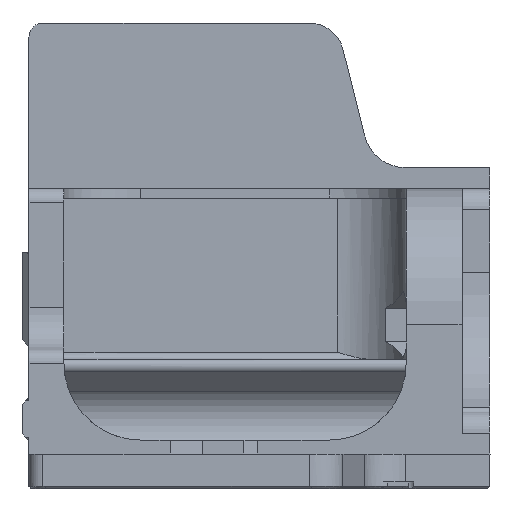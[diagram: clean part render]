
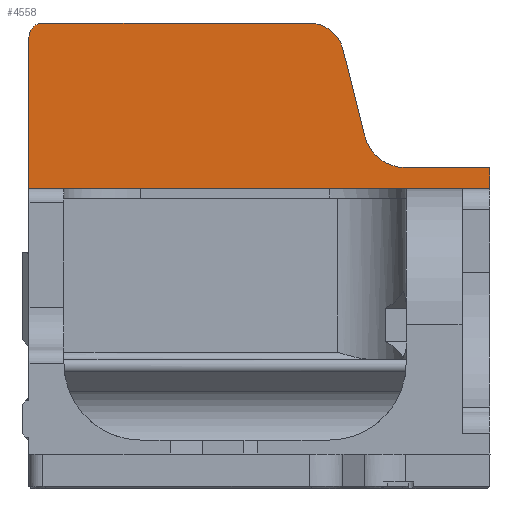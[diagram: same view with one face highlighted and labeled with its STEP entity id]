
A CAD part, front view. The second image highlights one B-rep face of the part: STEP entity #4558.
In plain terms, the highlighted planar face has unit normal (0, -1, 0).
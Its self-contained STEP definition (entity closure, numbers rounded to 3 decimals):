
#232=CIRCLE('',#4919,6.);
#233=CIRCLE('',#4920,5.);
#234=CIRCLE('',#4921,2.);
#471=FACE_OUTER_BOUND('',#746,.T.);
#746=EDGE_LOOP('',(#3324,#3325,#3326,#3327,#3328,#3329,#3330,#3331,#3332));
#1014=LINE('',#7223,#1454);
#1038=LINE('',#7307,#1478);
#1070=LINE('',#7401,#1510);
#1082=LINE('',#7442,#1522);
#1083=LINE('',#7446,#1523);
#1084=LINE('',#7450,#1524);
#1454=VECTOR('',#5462,10.);
#1478=VECTOR('',#5532,10.);
#1510=VECTOR('',#5602,10.);
#1522=VECTOR('',#5652,10.);
#1523=VECTOR('',#5655,1.);
#1524=VECTOR('',#5658,1.);
#1899=VERTEX_POINT('',#7220);
#1900=VERTEX_POINT('',#7222);
#1937=VERTEX_POINT('',#7306);
#1980=VERTEX_POINT('',#7399);
#1990=VERTEX_POINT('',#7441);
#1991=VERTEX_POINT('',#7443);
#1992=VERTEX_POINT('',#7445);
#1993=VERTEX_POINT('',#7447);
#1994=VERTEX_POINT('',#7449);
#2377=EDGE_CURVE('',#1900,#1899,#1014,.T.);
#2419=EDGE_CURVE('',#1937,#1900,#1038,.T.);
#2467=EDGE_CURVE('',#1899,#1980,#1070,.T.);
#2488=EDGE_CURVE('',#1990,#1980,#1082,.T.);
#2489=EDGE_CURVE('',#1990,#1991,#232,.T.);
#2490=EDGE_CURVE('',#1991,#1992,#1083,.T.);
#2491=EDGE_CURVE('',#1992,#1993,#233,.T.);
#2492=EDGE_CURVE('',#1993,#1994,#1084,.T.);
#2493=EDGE_CURVE('',#1994,#1937,#234,.T.);
#3324=ORIENTED_EDGE('',*,*,#2377,.T.);
#3325=ORIENTED_EDGE('',*,*,#2467,.T.);
#3326=ORIENTED_EDGE('',*,*,#2488,.F.);
#3327=ORIENTED_EDGE('',*,*,#2489,.T.);
#3328=ORIENTED_EDGE('',*,*,#2490,.T.);
#3329=ORIENTED_EDGE('',*,*,#2491,.T.);
#3330=ORIENTED_EDGE('',*,*,#2492,.T.);
#3331=ORIENTED_EDGE('',*,*,#2493,.T.);
#3332=ORIENTED_EDGE('',*,*,#2419,.T.);
#4371=PLANE('',#4918);
#4558=ADVANCED_FACE('',(#471),#4371,.T.);
#4918=AXIS2_PLACEMENT_3D('',#7440,#5650,#5651);
#4919=AXIS2_PLACEMENT_3D('',#7444,#5653,#5654);
#4920=AXIS2_PLACEMENT_3D('',#7448,#5656,#5657);
#4921=AXIS2_PLACEMENT_3D('',#7451,#5659,#5660);
#5462=DIRECTION('',(1.,0.,0.));
#5532=DIRECTION('',(0.,0.,-1.));
#5602=DIRECTION('',(0.,0.,1.));
#5650=DIRECTION('center_axis',(0.,-1.,0.));
#5651=DIRECTION('ref_axis',(0.,0.,-1.));
#5652=DIRECTION('',(1.,0.,0.));
#5653=DIRECTION('center_axis',(0.,1.,0.));
#5654=DIRECTION('ref_axis',(-1.,0.,0.));
#5655=DIRECTION('',(-0.244,0.,0.97));
#5656=DIRECTION('center_axis',(0.,-1.,0.));
#5657=DIRECTION('ref_axis',(-1.,0.,0.));
#5658=DIRECTION('',(-1.,0.,0.));
#5659=DIRECTION('center_axis',(0.,-1.,0.));
#5660=DIRECTION('ref_axis',(-1.,0.,0.));
#7220=CARTESIAN_POINT('',(188.22,105.24,-417.2));
#7222=CARTESIAN_POINT('',(122.22,105.24,-417.2));
#7223=CARTESIAN_POINT('',(169.47,105.24,-417.2));
#7306=CARTESIAN_POINT('',(122.22,105.24,-395.5));
#7307=CARTESIAN_POINT('',(122.22,105.24,-443.415));
#7399=CARTESIAN_POINT('',(188.22,105.24,-414.2));
#7401=CARTESIAN_POINT('',(188.22,105.24,-443.415));
#7440=CARTESIAN_POINT('Origin',(154.72,105.24,-427.029));
#7441=CARTESIAN_POINT('',(176.107,105.24,-414.2));
#7442=CARTESIAN_POINT('',(171.47,105.24,-414.2));
#7443=CARTESIAN_POINT('',(170.288,105.24,-409.664));
#7444=CARTESIAN_POINT('Origin',(176.107,105.24,-408.2));
#7445=CARTESIAN_POINT('',(167.171,105.24,-397.28));
#7446=CARTESIAN_POINT('',(169.329,105.24,-405.852));
#7447=CARTESIAN_POINT('',(162.322,105.24,-393.5));
#7448=CARTESIAN_POINT('Origin',(162.323,105.24,-398.5));
#7449=CARTESIAN_POINT('',(124.22,105.24,-393.5));
#7450=CARTESIAN_POINT('',(188.22,105.24,-393.5));
#7451=CARTESIAN_POINT('Origin',(124.22,105.24,-395.5));
